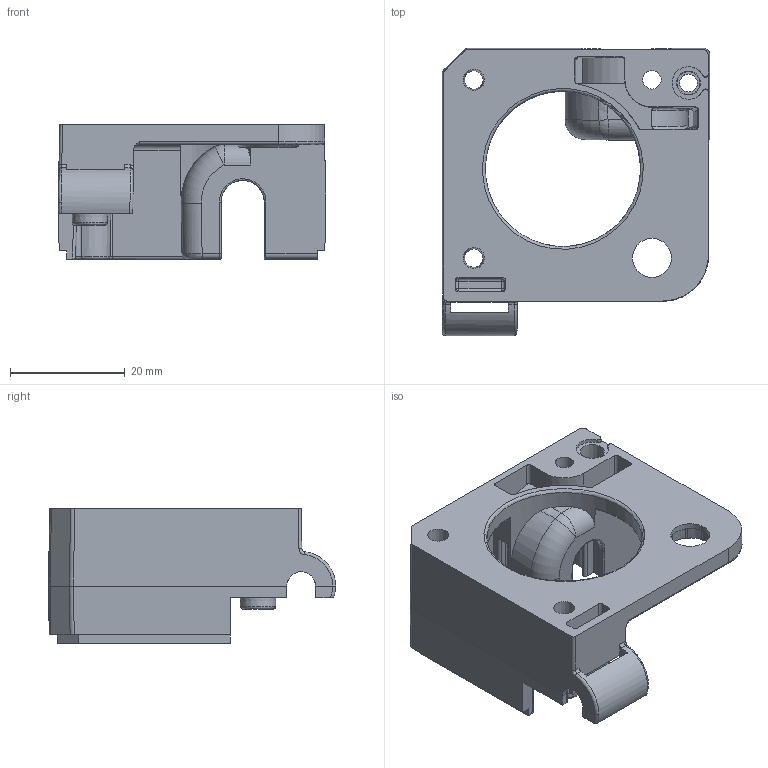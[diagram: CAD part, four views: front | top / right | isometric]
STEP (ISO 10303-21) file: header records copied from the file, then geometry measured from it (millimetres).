
FILE_DESCRIPTION(('FreeCAD Model'),'2;1');
FILE_NAME( 'extruder_body.step' ,'2017-04-12T12:56:03',('Author'),(''), 'Open CASCADE STEP processor 6.9','FreeCAD','Unknown');
FILE_SCHEMA(('AUTOMOTIVE_DESIGN_CC2 { 1 2 10303 214 -1 1 5 4 }'));
Length unit declared in the file: millimetre
Products named in the file (2): ASSEMBLY; EX_EXTRUDER_BODY_2
Assembly tree (1 placements, depth 2):
  ASSEMBLY
    EX_EXTRUDER_BODY_2
Bounding box: 46.56 x 50 x 23.5 mm (x, y, z)
Volume: 12425.4 mm3; surface area: 9876.6 mm2
Topology: 1 solids, 1 shells, 338 faces, 905 edges, 565 vertices
Faces by surface type: plane 136, cylinder 105, bspline 36, cone 34, torus 21, sphere 6
Full cylindrical faces by diameter (mm): 3.1 x1, 3.2 x1, 6.8 x1, 27 x1
Entity records: 33568 total; most frequent: CARTESIAN_POINT 14327, DIRECTION 2907, ORIENTED_EDGE 1800, PCURVE 1800, DEFINITIONAL_REPRESENTATION 1800, LINE 1530, VECTOR 1530, EDGE_CURVE 900
